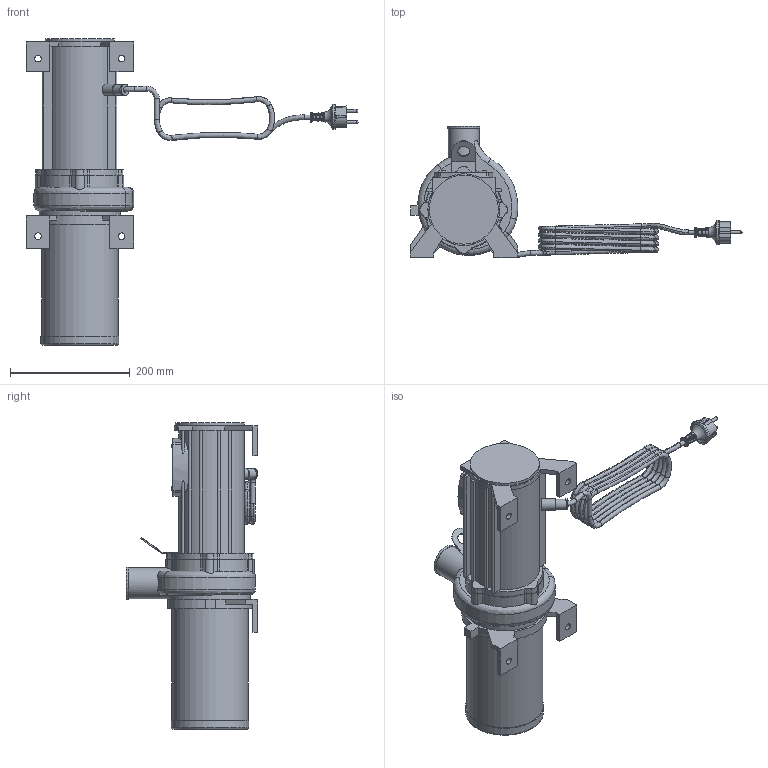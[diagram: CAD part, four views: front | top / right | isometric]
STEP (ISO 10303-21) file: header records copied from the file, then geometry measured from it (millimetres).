
FILE_DESCRIPTION(/* description */ (''),/* implementation_level */ '2;1');
FILE_NAME(/* name */ '55721 USP 412W.stp',/* time_stamp */ '2015-05-19T09:53:38+02:00',/* author */ ('guzb562'),/* organization */ (''),/* preprocessor_version */ 'ST-DEVELOPER v15.6',/* originating_system */ 'Autodesk Inventor 2015',/* authorisation */ '');
FILE_SCHEMA (('AUTOMOTIVE_DESIGN { 1 0 10303 214 3 1 1 }'));
Length unit declared in the file: millimetre
Products named in the file (5): USPH 412W; Filter für USP 412W; kabel_1; stecker_schuko; 55721 USP 412W
Assembly tree (4 placements, depth 2):
  55721 USP 412W
    USPH 412W
    Filter für USP 412W
    kabel_1
    stecker_schuko
Bounding box: 555.4 x 220.17 x 512 mm (x, y, z)
Volume: 4495289.4 mm3; surface area: 559137.6 mm2
Topology: 5 solids, 6 shells, 688 faces, 1787 edges, 1162 vertices
Faces by surface type: plane 360, bspline 174, cylinder 143, torus 7, cone 4
Full cylindrical faces by diameter (mm): 5 x3, 6.3 x4, 7 x1, 8.093 x1, 11 x4, 17 x1, 17.532 x1, 19.159 x1, 20 x1, 41.5 x1, 48.3 x1, 52 x1, 54.084 x1, 60.3 x1, 70.037 x1, 115.527 x1, 126 x1, 128 x1, 130 x1, 135.967 x1
Entity records: 38341 total; most frequent: CARTESIAN_POINT 22163, ORIENTED_EDGE 3464, DIRECTION 2910, EDGE_CURVE 1732, VERTEX_POINT 1149, AXIS2_PLACEMENT_3D 996, LINE 918, VECTOR 918
